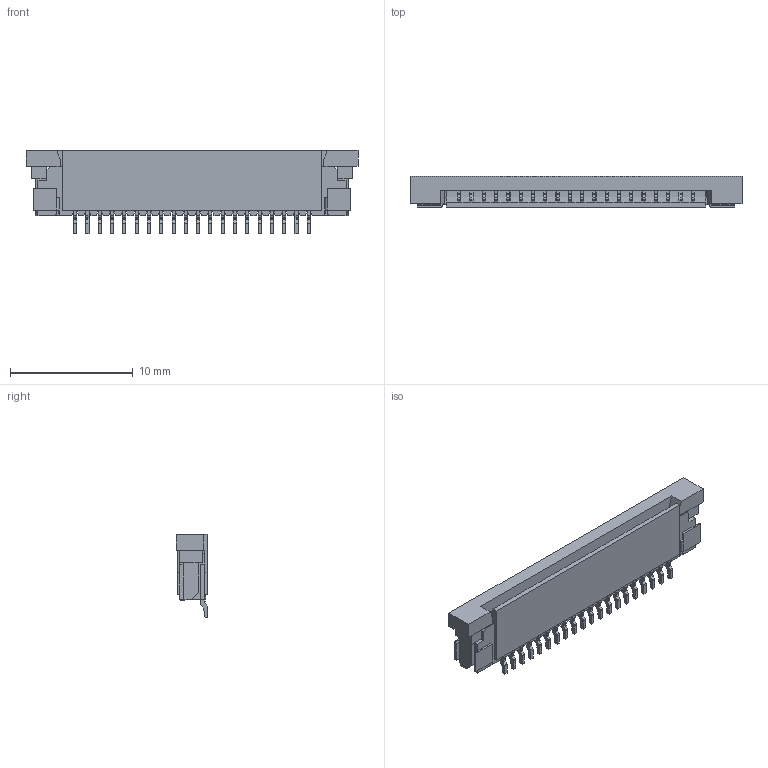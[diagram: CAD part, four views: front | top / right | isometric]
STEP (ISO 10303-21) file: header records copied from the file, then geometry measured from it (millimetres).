
FILE_DESCRIPTION( ( 'STEP AP214' ), '1' );
FILE_NAME( 'FFC3B07-20-T.stp', '2020-02-23T14:49:39', ( '' ), ( '' ), ' ', 'PARTsolutions', ' ' );
FILE_SCHEMA( ( 'AUTOMOTIVE_DESIGN { 1 0 10303 214 1 1 1 1 }' ) );
Length unit declared in the file: millimetre
Products named in the file (5): FFC3B07-20-T; _FFC3B07-20_H1; _FFC3B07-20_H2; _FFC3B07_SC; _FFC3B07-T_P
Assembly tree (24 placements, depth 2):
  FFC3B07-20-T
    _FFC3B07-20_H1
    _FFC3B07-20_H2
    _FFC3B07_SC  x2
    _FFC3B07-T_P  x20
Bounding box: 27 x 2.57 x 6.75 mm (x, y, z)
Volume: 261.7 mm3; surface area: 1262.9 mm2
Topology: 24 solids, 24 shells, 1775 faces, 5115 edges, 3350 vertices
Faces by surface type: plane 1259, cylinder 516
Entity records: 21313 total; most frequent: ORIENTED_EDGE 3022, CARTESIAN_POINT 3017, DIRECTION 2693, EDGE_CURVE 1511, LINE 1441, VECTOR 1441, VERTEX_POINT 950, AXIS2_PLACEMENT_3D 626
